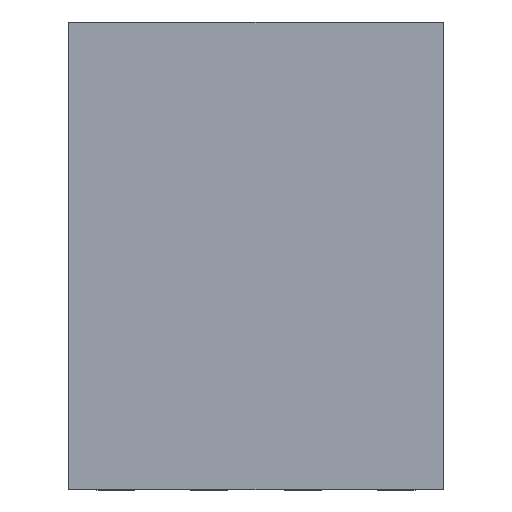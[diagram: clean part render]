
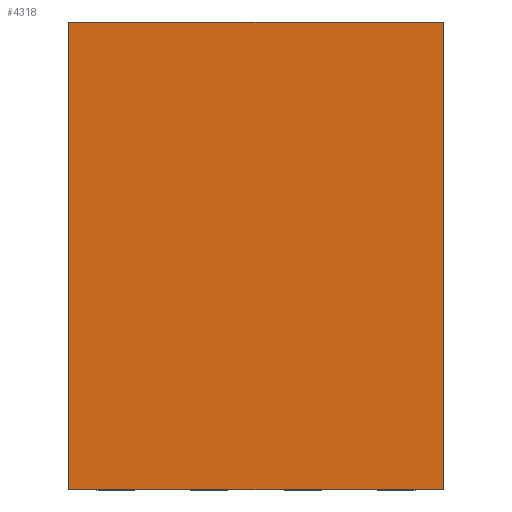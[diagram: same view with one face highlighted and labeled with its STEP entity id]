
A CAD part, top view. The second image highlights one B-rep face of the part: STEP entity #4318.
In plain terms, the highlighted face is planar.
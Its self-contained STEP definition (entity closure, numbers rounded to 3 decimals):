
#3299=DIRECTION('',(1.,0.,0.));
#3300=VECTOR('',#3299,2.);
#3301=CARTESIAN_POINT('',(-1.,0.975,1.25));
#3302=LINE('',#3301,#3300);
#3306=DIRECTION('',(0.,0.,1.));
#3307=VECTOR('',#3306,2.5);
#3308=CARTESIAN_POINT('',(-1.,0.975,-1.25));
#3309=LINE('',#3308,#3307);
#3313=DIRECTION('',(-1.,0.,0.));
#3314=VECTOR('',#3313,2.);
#3315=CARTESIAN_POINT('',(1.,0.975,-1.25));
#3316=LINE('',#3315,#3314);
#3320=DIRECTION('',(0.,0.,-1.));
#3321=VECTOR('',#3320,2.5);
#3322=CARTESIAN_POINT('',(1.,0.975,1.25));
#3323=LINE('',#3322,#3321);
#3698=CARTESIAN_POINT('',(-1.,0.975,1.25));
#3699=CARTESIAN_POINT('',(1.,0.975,1.25));
#3700=VERTEX_POINT('',#3698);
#3701=VERTEX_POINT('',#3699);
#3702=CARTESIAN_POINT('',(1.,0.975,-1.25));
#3703=VERTEX_POINT('',#3702);
#3704=CARTESIAN_POINT('',(-1.,0.975,-1.25));
#3705=VERTEX_POINT('',#3704);
#4306=CARTESIAN_POINT('',(0.,0.975,0.));
#4307=DIRECTION('',(0.,1.,0.));
#4308=DIRECTION('',(1.,0.,0.));
#4309=AXIS2_PLACEMENT_3D('',#4306,#4307,#4308);
#4310=PLANE('',#4309);
#4311=ORIENTED_EDGE('',*,*,#4221,.F.);
#4312=ORIENTED_EDGE('',*,*,#4078,.F.);
#4314=ORIENTED_EDGE('',*,*,#4313,.F.);
#4315=ORIENTED_EDGE('',*,*,#4158,.F.);
#4316=EDGE_LOOP('',(#4311,#4312,#4314,#4315));
#4317=FACE_OUTER_BOUND('',#4316,.F.);
#4078=EDGE_CURVE('',#3705,#3700,#3309,.T.);
#4158=EDGE_CURVE('',#3701,#3703,#3323,.T.);
#4221=EDGE_CURVE('',#3700,#3701,#3302,.T.);
#4313=EDGE_CURVE('',#3703,#3705,#3316,.T.);
#4318=ADVANCED_FACE('',(#4317),#4310,.T.);
